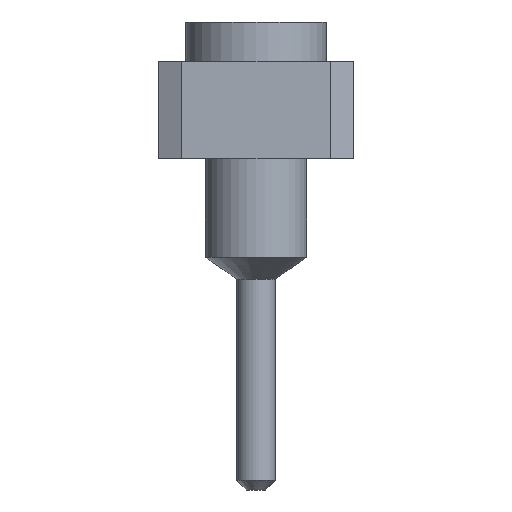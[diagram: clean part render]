
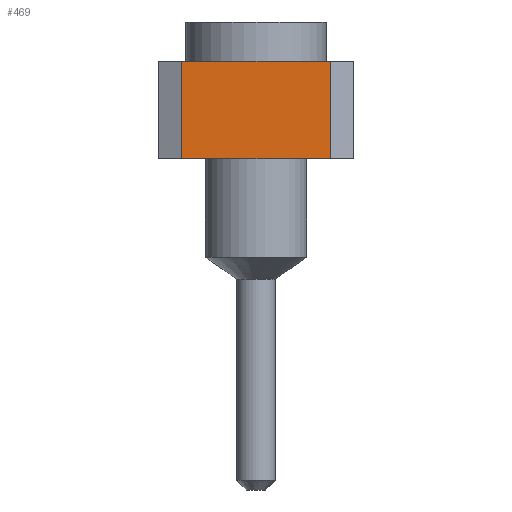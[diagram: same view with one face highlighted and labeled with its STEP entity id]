
A CAD part, left-side view. The second image highlights one B-rep face of the part: STEP entity #469.
In plain terms, the highlighted planar face has unit normal (-1, 0, 0).
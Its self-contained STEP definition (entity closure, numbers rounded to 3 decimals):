
#469=ADVANCED_FACE('',(#933),#935,.T.);
#933=FACE_BOUND('',#934,.T.);
#934=EDGE_LOOP('',(#1331,#1332,#1333,#1334));
#935=PLANE('',#936);
#936=AXIS2_PLACEMENT_3D('',#937,#938,#939);
#937=CARTESIAN_POINT('',(-1.385,0.97,1.57));
#938=DIRECTION('',(-1.,0.,0.));
#939=DIRECTION('',(0.,-1.,0.));
#1331=ORIENTED_EDGE('',*,*,#1420,.T.);
#1332=ORIENTED_EDGE('',*,*,#1491,.T.);
#1333=ORIENTED_EDGE('',*,*,#1440,.F.);
#1334=ORIENTED_EDGE('',*,*,#1492,.F.);
#1420=EDGE_CURVE('',#1569,#1567,#1570,.T.);
#1440=EDGE_CURVE('',#1607,#1609,#1610,.T.);
#1491=EDGE_CURVE('',#1567,#1609,#1684,.T.);
#1492=EDGE_CURVE('',#1569,#1607,#1685,.T.);
#1567=VERTEX_POINT('',#1837);
#1569=VERTEX_POINT('',#1841);
#1570=LINE('',#1842,#1843);
#1607=VERTEX_POINT('',#1923);
#1609=VERTEX_POINT('',#1927);
#1610=LINE('',#1928,#1929);
#1684=LINE('',#2110,#2111);
#1685=LINE('',#2113,#2114);
#1837=CARTESIAN_POINT('',(-1.385,-0.97,1.57));
#1841=CARTESIAN_POINT('',(-1.385,0.97,1.57));
#1842=CARTESIAN_POINT('',(-1.385,0.97,1.57));
#1843=VECTOR('',#1844,1.);
#1844=DIRECTION('',(0.,-1.,0.));
#1923=CARTESIAN_POINT('',(-1.385,0.97,2.84));
#1927=CARTESIAN_POINT('',(-1.385,-0.97,2.84));
#1928=CARTESIAN_POINT('',(-1.385,0.97,2.84));
#1929=VECTOR('',#1930,1.);
#1930=DIRECTION('',(0.,-1.,0.));
#2110=CARTESIAN_POINT('',(-1.385,-0.97,1.57));
#2111=VECTOR('',#2112,1.);
#2112=DIRECTION('',(0.,0.,1.));
#2113=CARTESIAN_POINT('',(-1.385,0.97,1.57));
#2114=VECTOR('',#2115,1.);
#2115=DIRECTION('',(0.,0.,1.));
